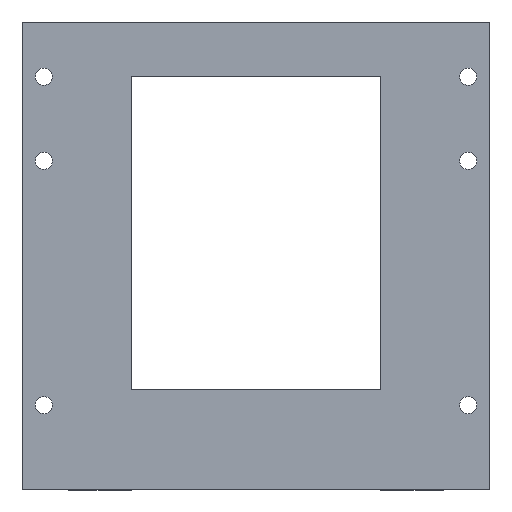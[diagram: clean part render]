
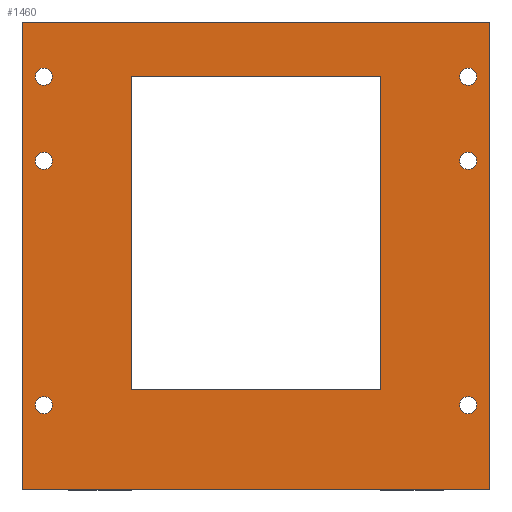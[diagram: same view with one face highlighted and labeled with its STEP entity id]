
A CAD part, top view. The second image highlights one B-rep face of the part: STEP entity #1460.
In plain terms, the highlighted planar face has unit normal (0, 0, 1).
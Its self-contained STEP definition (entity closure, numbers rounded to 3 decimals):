
#27=FACE_BOUND('',#268,.T.);
#28=FACE_BOUND('',#269,.T.);
#29=FACE_BOUND('',#270,.T.);
#30=FACE_BOUND('',#271,.T.);
#31=FACE_BOUND('',#272,.T.);
#32=FACE_BOUND('',#273,.T.);
#33=FACE_BOUND('',#274,.T.);
#76=CIRCLE('',#1579,2.75);
#77=CIRCLE('',#1581,2.75);
#78=CIRCLE('',#1583,2.75);
#79=CIRCLE('',#1585,2.75);
#80=CIRCLE('',#1587,2.75);
#81=CIRCLE('',#1589,2.75);
#180=FACE_OUTER_BOUND('',#267,.T.);
#267=EDGE_LOOP('',(#1321,#1322,#1323,#1324));
#268=EDGE_LOOP('',(#1325,#1326,#1327,#1328));
#269=EDGE_LOOP('',(#1329));
#270=EDGE_LOOP('',(#1330));
#271=EDGE_LOOP('',(#1331));
#272=EDGE_LOOP('',(#1332));
#273=EDGE_LOOP('',(#1333));
#274=EDGE_LOOP('',(#1334));
#389=LINE('',#2296,#545);
#416=LINE('',#2391,#572);
#418=LINE('',#2395,#574);
#422=LINE('',#2400,#578);
#424=LINE('',#2405,#580);
#426=LINE('',#2409,#582);
#428=LINE('',#2413,#584);
#430=LINE('',#2416,#586);
#545=VECTOR('',#1862,10.);
#572=VECTOR('',#1973,10.);
#574=VECTOR('',#1977,10.);
#578=VECTOR('',#1983,10.);
#580=VECTOR('',#1987,10.);
#582=VECTOR('',#1991,10.);
#584=VECTOR('',#1995,10.);
#586=VECTOR('',#1999,10.);
#690=VERTEX_POINT('',#2293);
#691=VERTEX_POINT('',#2295);
#711=VERTEX_POINT('',#2366);
#712=VERTEX_POINT('',#2370);
#713=VERTEX_POINT('',#2374);
#714=VERTEX_POINT('',#2378);
#715=VERTEX_POINT('',#2382);
#716=VERTEX_POINT('',#2386);
#717=VERTEX_POINT('',#2390);
#718=VERTEX_POINT('',#2394);
#719=VERTEX_POINT('',#2402);
#720=VERTEX_POINT('',#2404);
#721=VERTEX_POINT('',#2408);
#722=VERTEX_POINT('',#2412);
#867=EDGE_CURVE('',#691,#690,#389,.T.);
#901=EDGE_CURVE('',#711,#711,#76,.T.);
#903=EDGE_CURVE('',#712,#712,#77,.T.);
#905=EDGE_CURVE('',#713,#713,#78,.T.);
#907=EDGE_CURVE('',#714,#714,#79,.T.);
#909=EDGE_CURVE('',#715,#715,#80,.T.);
#911=EDGE_CURVE('',#716,#716,#81,.T.);
#912=EDGE_CURVE('',#717,#691,#416,.T.);
#914=EDGE_CURVE('',#718,#717,#418,.T.);
#918=EDGE_CURVE('',#690,#718,#422,.T.);
#920=EDGE_CURVE('',#720,#719,#424,.T.);
#922=EDGE_CURVE('',#721,#720,#426,.T.);
#924=EDGE_CURVE('',#722,#721,#428,.T.);
#926=EDGE_CURVE('',#719,#722,#430,.T.);
#1321=ORIENTED_EDGE('',*,*,#926,.T.);
#1322=ORIENTED_EDGE('',*,*,#924,.T.);
#1323=ORIENTED_EDGE('',*,*,#922,.T.);
#1324=ORIENTED_EDGE('',*,*,#920,.T.);
#1325=ORIENTED_EDGE('',*,*,#918,.T.);
#1326=ORIENTED_EDGE('',*,*,#914,.T.);
#1327=ORIENTED_EDGE('',*,*,#912,.T.);
#1328=ORIENTED_EDGE('',*,*,#867,.T.);
#1329=ORIENTED_EDGE('',*,*,#901,.T.);
#1330=ORIENTED_EDGE('',*,*,#903,.T.);
#1331=ORIENTED_EDGE('',*,*,#905,.T.);
#1332=ORIENTED_EDGE('',*,*,#907,.T.);
#1333=ORIENTED_EDGE('',*,*,#909,.T.);
#1334=ORIENTED_EDGE('',*,*,#911,.T.);
#1385=PLANE('',#1597);
#1460=ADVANCED_FACE('',(#180,#27,#28,#29,#30,#31,#32,#33),#1385,.T.);
#1579=AXIS2_PLACEMENT_3D('',#2368,#1944,#1945);
#1581=AXIS2_PLACEMENT_3D('',#2372,#1949,#1950);
#1583=AXIS2_PLACEMENT_3D('',#2376,#1954,#1955);
#1585=AXIS2_PLACEMENT_3D('',#2380,#1959,#1960);
#1587=AXIS2_PLACEMENT_3D('',#2384,#1964,#1965);
#1589=AXIS2_PLACEMENT_3D('',#2388,#1969,#1970);
#1597=AXIS2_PLACEMENT_3D('',#2417,#2000,#2001);
#1862=DIRECTION('',(0.,-1.,0.));
#1944=DIRECTION('center_axis',(0.,0.,-1.));
#1945=DIRECTION('ref_axis',(1.,0.,0.));
#1949=DIRECTION('center_axis',(0.,0.,-1.));
#1950=DIRECTION('ref_axis',(1.,0.,0.));
#1954=DIRECTION('center_axis',(0.,0.,-1.));
#1955=DIRECTION('ref_axis',(1.,0.,0.));
#1959=DIRECTION('center_axis',(0.,0.,-1.));
#1960=DIRECTION('ref_axis',(1.,0.,0.));
#1964=DIRECTION('center_axis',(0.,0.,-1.));
#1965=DIRECTION('ref_axis',(1.,0.,0.));
#1969=DIRECTION('center_axis',(0.,0.,-1.));
#1970=DIRECTION('ref_axis',(1.,0.,0.));
#1973=DIRECTION('',(1.,0.,0.));
#1977=DIRECTION('',(0.,1.,0.));
#1983=DIRECTION('',(-1.,0.,0.));
#1987=DIRECTION('',(-1.,0.,0.));
#1991=DIRECTION('',(0.,1.,0.));
#1995=DIRECTION('',(1.,0.,0.));
#1999=DIRECTION('',(0.,-1.,0.));
#2000=DIRECTION('center_axis',(0.,0.,1.));
#2001=DIRECTION('ref_axis',(1.,0.,0.));
#2293=CARTESIAN_POINT('',(115.,32.2,2.));
#2295=CARTESIAN_POINT('',(115.,132.5,2.));
#2296=CARTESIAN_POINT('',(115.,32.2,2.));
#2366=CARTESIAN_POINT('',(140.25,27.2,2.));
#2368=CARTESIAN_POINT('Origin',(143.,27.2,2.));
#2370=CARTESIAN_POINT('',(4.25,132.5,2.));
#2372=CARTESIAN_POINT('Origin',(7.,132.5,2.));
#2374=CARTESIAN_POINT('',(140.25,105.5,2.));
#2376=CARTESIAN_POINT('Origin',(143.,105.5,2.));
#2378=CARTESIAN_POINT('',(4.25,27.2,2.));
#2380=CARTESIAN_POINT('Origin',(7.,27.2,2.));
#2382=CARTESIAN_POINT('',(4.25,105.5,2.));
#2384=CARTESIAN_POINT('Origin',(7.,105.5,2.));
#2386=CARTESIAN_POINT('',(140.25,132.5,2.));
#2388=CARTESIAN_POINT('Origin',(143.,132.5,2.));
#2390=CARTESIAN_POINT('',(35.,132.5,2.));
#2391=CARTESIAN_POINT('',(35.,132.5,2.));
#2394=CARTESIAN_POINT('',(35.,32.2,2.));
#2395=CARTESIAN_POINT('',(35.,132.5,2.));
#2400=CARTESIAN_POINT('',(35.,32.2,2.));
#2402=CARTESIAN_POINT('',(0.,150.,2.));
#2404=CARTESIAN_POINT('',(150.,150.,2.));
#2405=CARTESIAN_POINT('',(150.,150.,2.));
#2408=CARTESIAN_POINT('',(150.,0.,2.));
#2409=CARTESIAN_POINT('',(150.,0.,2.));
#2412=CARTESIAN_POINT('',(0.,0.,2.));
#2413=CARTESIAN_POINT('',(0.,0.,2.));
#2416=CARTESIAN_POINT('',(0.,150.,2.));
#2417=CARTESIAN_POINT('Origin',(75.,75.,2.));
